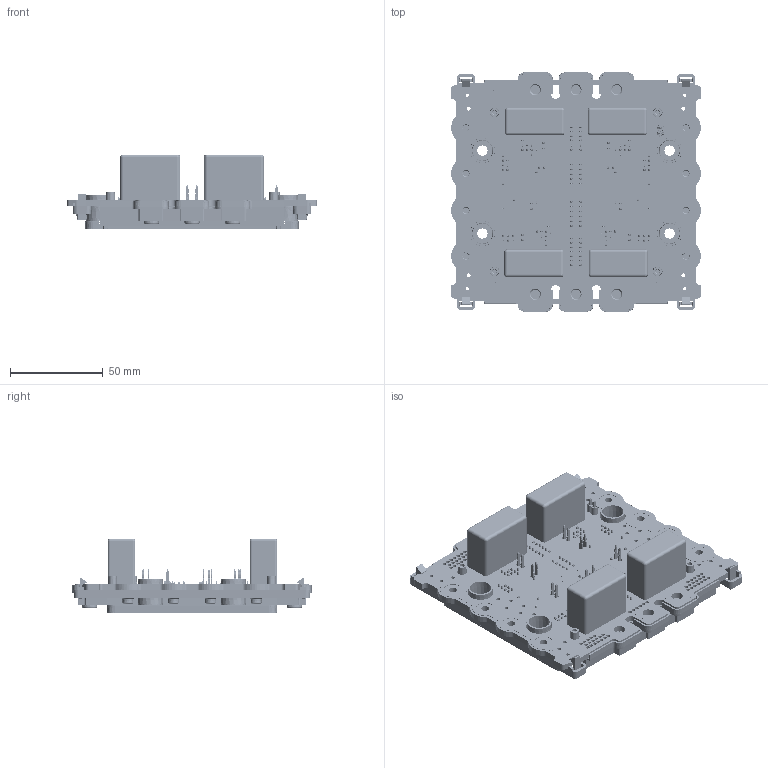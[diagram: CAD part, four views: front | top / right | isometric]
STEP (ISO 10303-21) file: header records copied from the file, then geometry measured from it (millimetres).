
FILE_DESCRIPTION(/* description */ ('Unknown'),/* implementation_level */ '2;1');
FILE_NAME(/* name */ 'VINcoX4-4T12Y-LC00F(360)-01-OL',/* time_stamp */ '2018-04-06T16:33:26+02:00',/* author */ ('Unknown'),/* organization */ ('Unknown'),/* preprocessor_version */ 'ST-DEVELOPER v16.7',/* originating_system */ 'DEX',/* authorisation */ $);
FILE_SCHEMA (('AUTOMOTIVE_DESIGN {1 0 10303 214 3 1 1}'));
Products named in the file (1): VINcoX4-4T12Y-LC0070-01-OL
Bounding box: 134.8 x 129.15 x 40.33 mm (x, y, z)
Volume: 231977 mm3; surface area: 93077.1 mm2
Topology: 13 solids, 77 shells, 6503 faces, 18226 edges, 11972 vertices
Faces by surface type: plane 3991, cylinder 1862, cone 388, bspline 192, sphere 40, torus 30
Full cylindrical faces by diameter (mm): 0.8 x16, 1.3 x16, 1.45 x116, 2 x106, 2.3 x4, 2.4 x20, 2.6 x4, 3.242 x8, 4.2 x8, 5 x6, 5.4 x4, 6.2 x11, 10 x8, 14 x4
Entity records: 258369 total; most frequent: CARTESIAN_POINT 48554, ORIENTED_EDGE 34782, DIRECTION 32501, EDGE_CURVE 17391, VERTEX_POINT 11702, LINE 11471, VECTOR 11471, AXIS2_PLACEMENT_3D 10515
